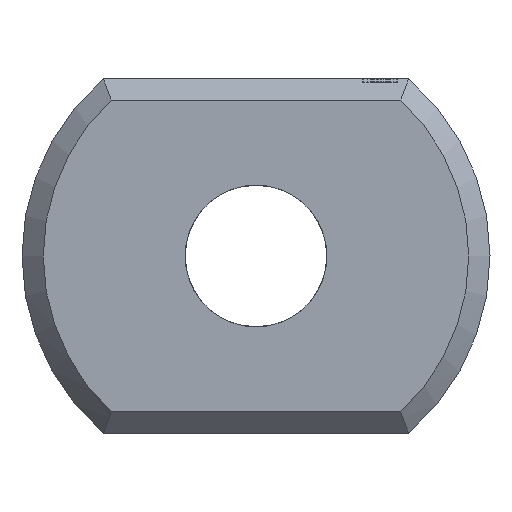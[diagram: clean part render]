
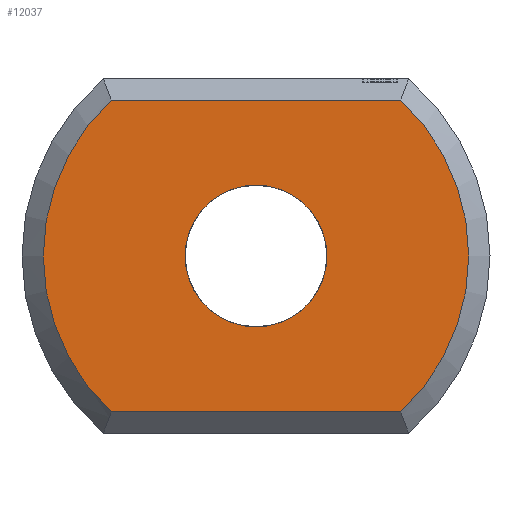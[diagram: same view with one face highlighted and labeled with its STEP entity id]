
A CAD part, left-side view. The second image highlights one B-rep face of the part: STEP entity #12037.
In plain terms, the highlighted planar face has unit normal (-1, 0, 0).
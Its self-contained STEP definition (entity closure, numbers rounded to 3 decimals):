
#298 = PLANE('',#299);
#299 = AXIS2_PLACEMENT_3D('',#300,#301,#302);
#300 = CARTESIAN_POINT('',(0.15,-2.154,-2.35));
#301 = DIRECTION('',(-0.707,0.,-0.707));
#302 = DIRECTION('',(0.,-1.,0.));
#725 = CONICAL_SURFACE('',#726,3.3,0.785);
#726 = AXIS2_PLACEMENT_3D('',#727,#728,#729);
#727 = CARTESIAN_POINT('',(0.3,0.,0.));
#728 = DIRECTION('',(1.,0.,0.));
#729 = DIRECTION('',(0.,0.653,-0.758));
#872 = CONICAL_SURFACE('',#873,3.3,0.785);
#873 = AXIS2_PLACEMENT_3D('',#874,#875,#876);
#874 = CARTESIAN_POINT('',(0.3,0.,0.));
#875 = DIRECTION('',(1.,0.,0.));
#876 = DIRECTION('',(0.,-0.653,0.758));
#909 = VERTEX_POINT('',#910);
#910 = CARTESIAN_POINT('',(0.,-2.04,-2.2));
#937 = VERTEX_POINT('',#938);
#938 = CARTESIAN_POINT('',(0.,2.04,-2.2));
#963 = EDGE_CURVE('',#909,#937,#964,.T.);
#964 = SURFACE_CURVE('',#965,(#969,#976),.PCURVE_S1.);
#965 = LINE('',#966,#967);
#966 = CARTESIAN_POINT('',(0.,-2.154,-2.2));
#967 = VECTOR('',#968,1.);
#968 = DIRECTION('',(0.,1.,0.));
#969 = PCURVE('',#298,#970);
#970 = DEFINITIONAL_REPRESENTATION('',(#971),#975);
#971 = LINE('',#972,#973);
#972 = CARTESIAN_POINT('',(0.,0.212));
#973 = VECTOR('',#974,1.);
#974 = DIRECTION('',(-1.,0.));
#975 = ( GEOMETRIC_REPRESENTATION_CONTEXT(2) 
PARAMETRIC_REPRESENTATION_CONTEXT() REPRESENTATION_CONTEXT('2D SPACE',''
  ) );
#976 = PCURVE('',#977,#982);
#977 = PLANE('',#978);
#978 = AXIS2_PLACEMENT_3D('',#979,#980,#981);
#979 = CARTESIAN_POINT('',(0.,0.,
    0.));
#980 = DIRECTION('',(1.,0.,0.));
#981 = DIRECTION('',(0.,0.,1.));
#982 = DEFINITIONAL_REPRESENTATION('',(#983),#987);
#983 = LINE('',#984,#985);
#984 = CARTESIAN_POINT('',(-2.2,2.154));
#985 = VECTOR('',#986,1.);
#986 = DIRECTION('',(0.,-1.));
#987 = ( GEOMETRIC_REPRESENTATION_CONTEXT(2) 
PARAMETRIC_REPRESENTATION_CONTEXT() REPRESENTATION_CONTEXT('2D SPACE',''
  ) );
#1763 = PLANE('',#1764);
#1764 = AXIS2_PLACEMENT_3D('',#1765,#1766,#1767);
#1765 = CARTESIAN_POINT('',(0.15,-2.154,2.35));
#1766 = DIRECTION('',(0.707,0.,-0.707
    ));
#1767 = DIRECTION('',(0.,-1.,0.));
#11824 = VERTEX_POINT('',#11825);
#11825 = CARTESIAN_POINT('',(0.,2.04,2.2));
#11850 = EDGE_CURVE('',#937,#11824,#11851,.T.);
#11851 = SURFACE_CURVE('',#11852,(#11857,#11864),.PCURVE_S1.);
#11852 = CIRCLE('',#11853,3.);
#11853 = AXIS2_PLACEMENT_3D('',#11854,#11855,#11856);
#11854 = CARTESIAN_POINT('',(0.,0.,
    0.));
#11855 = DIRECTION('',(1.,0.,0.));
#11856 = DIRECTION('',(0.,0.653,-0.758)
  );
#11857 = PCURVE('',#725,#11858);
#11858 = DEFINITIONAL_REPRESENTATION('',(#11859),#11863);
#11859 = LINE('',#11860,#11861);
#11860 = CARTESIAN_POINT('',(0.,-0.3));
#11861 = VECTOR('',#11862,1.);
#11862 = DIRECTION('',(1.,-0.));
#11863 = ( GEOMETRIC_REPRESENTATION_CONTEXT(2) 
PARAMETRIC_REPRESENTATION_CONTEXT() REPRESENTATION_CONTEXT('2D SPACE',''
  ) );
#11864 = PCURVE('',#977,#11865);
#11865 = DEFINITIONAL_REPRESENTATION('',(#11866),#11870);
#11866 = CIRCLE('',#11867,3.);
#11867 = AXIS2_PLACEMENT_2D('',#11868,#11869);
#11868 = CARTESIAN_POINT('',(0.,0.));
#11869 = DIRECTION('',(-0.758,-0.653));
#11870 = ( GEOMETRIC_REPRESENTATION_CONTEXT(2) 
PARAMETRIC_REPRESENTATION_CONTEXT() REPRESENTATION_CONTEXT('2D SPACE',''
  ) );
#11988 = VERTEX_POINT('',#11989);
#11989 = CARTESIAN_POINT('',(0.,-2.04,2.2));
#12016 = EDGE_CURVE('',#11988,#909,#12017,.T.);
#12017 = SURFACE_CURVE('',#12018,(#12023,#12030),.PCURVE_S1.);
#12018 = CIRCLE('',#12019,3.);
#12019 = AXIS2_PLACEMENT_3D('',#12020,#12021,#12022);
#12020 = CARTESIAN_POINT('',(0.,0.,
    0.));
#12021 = DIRECTION('',(1.,0.,0.));
#12022 = DIRECTION('',(0.,-0.653,0.758)
  );
#12023 = PCURVE('',#872,#12024);
#12024 = DEFINITIONAL_REPRESENTATION('',(#12025),#12029);
#12025 = LINE('',#12026,#12027);
#12026 = CARTESIAN_POINT('',(0.,-0.3));
#12027 = VECTOR('',#12028,1.);
#12028 = DIRECTION('',(1.,-0.));
#12029 = ( GEOMETRIC_REPRESENTATION_CONTEXT(2) 
PARAMETRIC_REPRESENTATION_CONTEXT() REPRESENTATION_CONTEXT('2D SPACE',''
  ) );
#12030 = PCURVE('',#977,#12031);
#12031 = DEFINITIONAL_REPRESENTATION('',(#12032),#12036);
#12032 = CIRCLE('',#12033,3.);
#12033 = AXIS2_PLACEMENT_2D('',#12034,#12035);
#12034 = CARTESIAN_POINT('',(0.,0.));
#12035 = DIRECTION('',(0.758,0.653));
#12036 = ( GEOMETRIC_REPRESENTATION_CONTEXT(2) 
PARAMETRIC_REPRESENTATION_CONTEXT() REPRESENTATION_CONTEXT('2D SPACE',''
  ) );
#12037 = ADVANCED_FACE('',(#12038,#12064),#977,.F.);
#12038 = FACE_BOUND('',#12039,.F.);
#12039 = EDGE_LOOP('',(#12040,#12041,#12062,#12063));
#12040 = ORIENTED_EDGE('',*,*,#11850,.T.);
#12041 = ORIENTED_EDGE('',*,*,#12042,.F.);
#12042 = EDGE_CURVE('',#11988,#11824,#12043,.T.);
#12043 = SURFACE_CURVE('',#12044,(#12048,#12055),.PCURVE_S1.);
#12044 = LINE('',#12045,#12046);
#12045 = CARTESIAN_POINT('',(0.,-2.154,2.2));
#12046 = VECTOR('',#12047,1.);
#12047 = DIRECTION('',(0.,1.,0.));
#12048 = PCURVE('',#977,#12049);
#12049 = DEFINITIONAL_REPRESENTATION('',(#12050),#12054);
#12050 = LINE('',#12051,#12052);
#12051 = CARTESIAN_POINT('',(2.2,2.154));
#12052 = VECTOR('',#12053,1.);
#12053 = DIRECTION('',(0.,-1.));
#12054 = ( GEOMETRIC_REPRESENTATION_CONTEXT(2) 
PARAMETRIC_REPRESENTATION_CONTEXT() REPRESENTATION_CONTEXT('2D SPACE',''
  ) );
#12055 = PCURVE('',#1763,#12056);
#12056 = DEFINITIONAL_REPRESENTATION('',(#12057),#12061);
#12057 = LINE('',#12058,#12059);
#12058 = CARTESIAN_POINT('',(0.,0.212));
#12059 = VECTOR('',#12060,1.);
#12060 = DIRECTION('',(-1.,0.));
#12061 = ( GEOMETRIC_REPRESENTATION_CONTEXT(2) 
PARAMETRIC_REPRESENTATION_CONTEXT() REPRESENTATION_CONTEXT('2D SPACE',''
  ) );
#12062 = ORIENTED_EDGE('',*,*,#12016,.T.);
#12063 = ORIENTED_EDGE('',*,*,#963,.T.);
#12064 = FACE_BOUND('',#12065,.T.);
#12065 = EDGE_LOOP('',(#12066));
#12066 = ORIENTED_EDGE('',*,*,#12067,.T.);
#12067 = EDGE_CURVE('',#12068,#12068,#12070,.T.);
#12068 = VERTEX_POINT('',#12069);
#12069 = CARTESIAN_POINT('',(0.,1.,0.));
#12070 = SURFACE_CURVE('',#12071,(#12076,#12083),.PCURVE_S1.);
#12071 = CIRCLE('',#12072,1.);
#12072 = AXIS2_PLACEMENT_3D('',#12073,#12074,#12075);
#12073 = CARTESIAN_POINT('',(0.,0.,0.));
#12074 = DIRECTION('',(1.,0.,0.));
#12075 = DIRECTION('',(0.,1.,0.));
#12076 = PCURVE('',#977,#12077);
#12077 = DEFINITIONAL_REPRESENTATION('',(#12078),#12082);
#12078 = CIRCLE('',#12079,1.);
#12079 = AXIS2_PLACEMENT_2D('',#12080,#12081);
#12080 = CARTESIAN_POINT('',(0.,0.));
#12081 = DIRECTION('',(0.,-1.));
#12082 = ( GEOMETRIC_REPRESENTATION_CONTEXT(2) 
PARAMETRIC_REPRESENTATION_CONTEXT() REPRESENTATION_CONTEXT('2D SPACE',''
  ) );
#12083 = PCURVE('',#12084,#12089);
#12084 = CYLINDRICAL_SURFACE('',#12085,1.);
#12085 = AXIS2_PLACEMENT_3D('',#12086,#12087,#12088);
#12086 = CARTESIAN_POINT('',(0.,0.,0.));
#12087 = DIRECTION('',(-1.,0.,0.));
#12088 = DIRECTION('',(0.,1.,0.));
#12089 = DEFINITIONAL_REPRESENTATION('',(#12090),#12094);
#12090 = LINE('',#12091,#12092);
#12091 = CARTESIAN_POINT('',(-0.,0.));
#12092 = VECTOR('',#12093,1.);
#12093 = DIRECTION('',(-1.,0.));
#12094 = ( GEOMETRIC_REPRESENTATION_CONTEXT(2) 
PARAMETRIC_REPRESENTATION_CONTEXT() REPRESENTATION_CONTEXT('2D SPACE',''
  ) );
